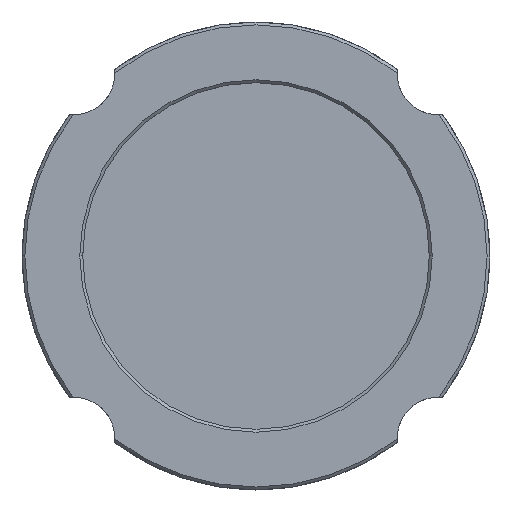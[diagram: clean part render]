
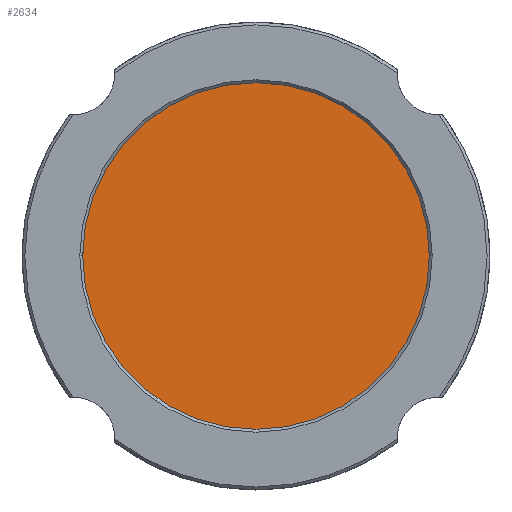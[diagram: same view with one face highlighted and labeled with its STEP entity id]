
A CAD part, top view. The second image highlights one B-rep face of the part: STEP entity #2634.
In plain terms, the highlighted planar face has unit normal (0, 0, 1).
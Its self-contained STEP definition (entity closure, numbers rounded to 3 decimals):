
#2634 = ADVANCED_FACE ( 'NONE', ( #12417 ), #12413, .F. ) ;
#2635 = EDGE_LOOP ( 'NONE', ( #2636, #2637 ) ) ;
#2636 = ORIENTED_EDGE ( 'NONE', *, *, #5062, .F. ) ;
#2637 = ORIENTED_EDGE ( 'NONE', *, *, #4713, .F. ) ;
#4713 = EDGE_CURVE ( 'NONE', #5065, #5063, #13428, .T. ) ;
#5062 = EDGE_CURVE ( 'NONE', #5063, #5065, #13830, .T. ) ;
#5063 = VERTEX_POINT ( 'NONE', #13817 ) ;
#5065 = VERTEX_POINT ( 'NONE', #13816 ) ;
#12407 = DIRECTION ( 'NONE',  ( 0., -1., 0. ) ) ;
#12408 = DIRECTION ( 'NONE',  ( 0., 0., -1. ) ) ;
#12409 = CARTESIAN_POINT ( 'NONE',  ( 17.749, 28.001, 26.2 ) ) ;
#12412 = AXIS2_PLACEMENT_3D ( 'NONE', #12409, #12408, #12407 ) ;
#12413 = PLANE ( 'NONE',  #12412 ) ;
#12417 = FACE_OUTER_BOUND ( 'NONE', #2635, .T. ) ;
#13421 = DIRECTION ( 'NONE',  ( -1., 0., 0. ) ) ;
#13422 = DIRECTION ( 'NONE',  ( 0., 0., -1. ) ) ;
#13423 = CARTESIAN_POINT ( 'NONE',  ( 0., 0., 26.2 ) ) ;
#13424 = AXIS2_PLACEMENT_3D ( 'NONE', #13423, #13422, #13421 ) ;
#13428 = CIRCLE ( 'NONE', #13424, 30. ) ;
#13816 = CARTESIAN_POINT ( 'NONE',  ( 0., 30., 26.2 ) ) ;
#13817 = CARTESIAN_POINT ( 'NONE',  ( 0., -30., 26.2 ) ) ;
#13818 = DIRECTION ( 'NONE',  ( -1., 0., 0. ) ) ;
#13819 = DIRECTION ( 'NONE',  ( 0., 0., -1. ) ) ;
#13820 = CARTESIAN_POINT ( 'NONE',  ( 0., 0., 26.2 ) ) ;
#13821 = AXIS2_PLACEMENT_3D ( 'NONE', #13820, #13819, #13818 ) ;
#13830 = CIRCLE ( 'NONE', #13821, 30. ) ;
